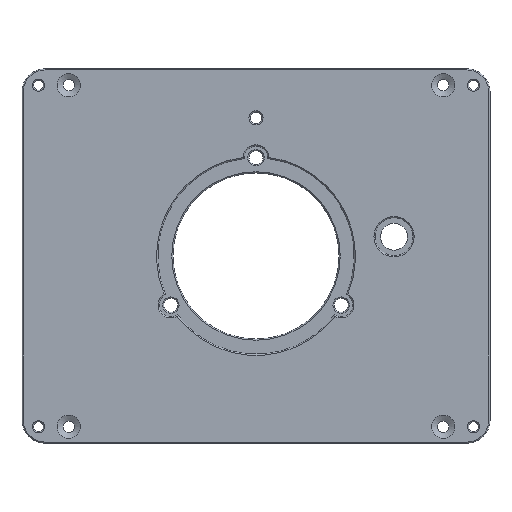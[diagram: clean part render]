
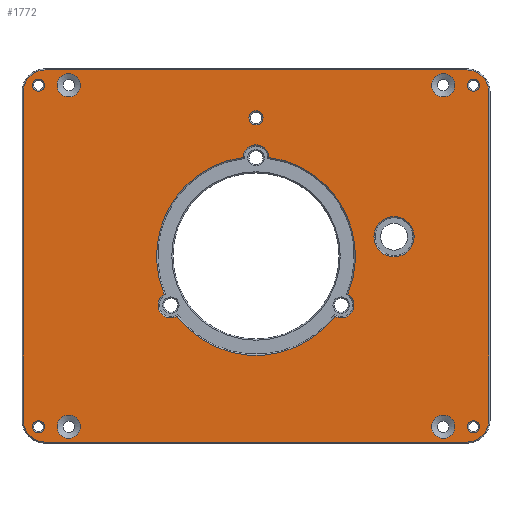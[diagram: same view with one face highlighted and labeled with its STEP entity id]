
A CAD part, top view. The second image highlights one B-rep face of the part: STEP entity #1772.
In plain terms, the highlighted planar face has unit normal (0, 0, 1).
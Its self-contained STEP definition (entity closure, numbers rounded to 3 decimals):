
#86=FACE_BOUND('',#329,.T.);
#87=FACE_BOUND('',#330,.T.);
#88=FACE_BOUND('',#331,.T.);
#89=FACE_BOUND('',#332,.T.);
#90=FACE_BOUND('',#333,.T.);
#91=FACE_BOUND('',#334,.T.);
#92=FACE_BOUND('',#335,.T.);
#93=FACE_BOUND('',#336,.T.);
#94=FACE_BOUND('',#337,.T.);
#95=FACE_BOUND('',#338,.T.);
#96=FACE_BOUND('',#339,.T.);
#106=PLANE('',#1998);
#187=FACE_OUTER_BOUND('',#328,.T.);
#328=EDGE_LOOP('',(#1463,#1464,#1465,#1466,#1467,#1468,#1469,#1470));
#329=EDGE_LOOP('',(#1471));
#330=EDGE_LOOP('',(#1472));
#331=EDGE_LOOP('',(#1473));
#332=EDGE_LOOP('',(#1474));
#333=EDGE_LOOP('',(#1475));
#334=EDGE_LOOP('',(#1476,#1477,#1478,#1479,#1480,#1481));
#335=EDGE_LOOP('',(#1482));
#336=EDGE_LOOP('',(#1483));
#337=EDGE_LOOP('',(#1484));
#338=EDGE_LOOP('',(#1485));
#339=EDGE_LOOP('',(#1486));
#463=LINE('',#3029,#583);
#464=LINE('',#3033,#584);
#465=LINE('',#3037,#585);
#466=LINE('',#3041,#586);
#583=VECTOR('',#2492,10.);
#584=VECTOR('',#2495,10.);
#585=VECTOR('',#2498,10.);
#586=VECTOR('',#2501,10.);
#656=CIRCLE('',#1874,5.);
#659=CIRCLE('',#1879,5.);
#662=CIRCLE('',#1884,5.);
#665=CIRCLE('',#1889,5.);
#718=CIRCLE('',#1997,2.617);
#719=CIRCLE('',#1999,9.4);
#720=CIRCLE('',#2000,9.4);
#721=CIRCLE('',#2001,9.4);
#722=CIRCLE('',#2002,9.4);
#723=CIRCLE('',#2003,2.617);
#724=CIRCLE('',#2004,5.5);
#725=CIRCLE('',#2005,42.5);
#726=CIRCLE('',#2006,5.5);
#727=CIRCLE('',#2007,42.5);
#728=CIRCLE('',#2008,5.5);
#729=CIRCLE('',#2009,42.5);
#730=CIRCLE('',#2010,2.617);
#731=CIRCLE('',#2011,2.617);
#732=CIRCLE('',#2012,8.6);
#733=CIRCLE('',#2013,3.018);
#786=VERTEX_POINT('',#2764);
#789=VERTEX_POINT('',#2774);
#792=VERTEX_POINT('',#2784);
#795=VERTEX_POINT('',#2794);
#855=VERTEX_POINT('',#3023);
#856=VERTEX_POINT('',#3027);
#857=VERTEX_POINT('',#3028);
#858=VERTEX_POINT('',#3030);
#859=VERTEX_POINT('',#3032);
#860=VERTEX_POINT('',#3034);
#861=VERTEX_POINT('',#3036);
#862=VERTEX_POINT('',#3038);
#863=VERTEX_POINT('',#3040);
#864=VERTEX_POINT('',#3043);
#865=VERTEX_POINT('',#3045);
#866=VERTEX_POINT('',#3046);
#867=VERTEX_POINT('',#3048);
#868=VERTEX_POINT('',#3050);
#869=VERTEX_POINT('',#3052);
#870=VERTEX_POINT('',#3054);
#871=VERTEX_POINT('',#3057);
#872=VERTEX_POINT('',#3059);
#873=VERTEX_POINT('',#3061);
#874=VERTEX_POINT('',#3063);
#941=EDGE_CURVE('',#786,#786,#656,.T.);
#946=EDGE_CURVE('',#789,#789,#659,.T.);
#951=EDGE_CURVE('',#792,#792,#662,.T.);
#956=EDGE_CURVE('',#795,#795,#665,.T.);
#1070=EDGE_CURVE('',#855,#855,#718,.T.);
#1072=EDGE_CURVE('',#856,#857,#463,.T.);
#1073=EDGE_CURVE('',#858,#856,#719,.T.);
#1074=EDGE_CURVE('',#859,#858,#464,.T.);
#1075=EDGE_CURVE('',#860,#859,#720,.T.);
#1076=EDGE_CURVE('',#861,#860,#465,.T.);
#1077=EDGE_CURVE('',#862,#861,#721,.T.);
#1078=EDGE_CURVE('',#863,#862,#466,.T.);
#1079=EDGE_CURVE('',#857,#863,#722,.T.);
#1080=EDGE_CURVE('',#864,#864,#723,.T.);
#1081=EDGE_CURVE('',#865,#866,#724,.T.);
#1082=EDGE_CURVE('',#867,#865,#725,.T.);
#1083=EDGE_CURVE('',#868,#867,#726,.T.);
#1084=EDGE_CURVE('',#869,#868,#727,.T.);
#1085=EDGE_CURVE('',#870,#869,#728,.T.);
#1086=EDGE_CURVE('',#866,#870,#729,.T.);
#1087=EDGE_CURVE('',#871,#871,#730,.T.);
#1088=EDGE_CURVE('',#872,#872,#731,.T.);
#1089=EDGE_CURVE('',#873,#873,#732,.T.);
#1090=EDGE_CURVE('',#874,#874,#733,.T.);
#1463=ORIENTED_EDGE('',*,*,#1072,.F.);
#1464=ORIENTED_EDGE('',*,*,#1073,.F.);
#1465=ORIENTED_EDGE('',*,*,#1074,.F.);
#1466=ORIENTED_EDGE('',*,*,#1075,.F.);
#1467=ORIENTED_EDGE('',*,*,#1076,.F.);
#1468=ORIENTED_EDGE('',*,*,#1077,.F.);
#1469=ORIENTED_EDGE('',*,*,#1078,.F.);
#1470=ORIENTED_EDGE('',*,*,#1079,.F.);
#1471=ORIENTED_EDGE('',*,*,#941,.T.);
#1472=ORIENTED_EDGE('',*,*,#946,.T.);
#1473=ORIENTED_EDGE('',*,*,#951,.T.);
#1474=ORIENTED_EDGE('',*,*,#956,.T.);
#1475=ORIENTED_EDGE('',*,*,#1080,.F.);
#1476=ORIENTED_EDGE('',*,*,#1081,.F.);
#1477=ORIENTED_EDGE('',*,*,#1082,.F.);
#1478=ORIENTED_EDGE('',*,*,#1083,.F.);
#1479=ORIENTED_EDGE('',*,*,#1084,.F.);
#1480=ORIENTED_EDGE('',*,*,#1085,.F.);
#1481=ORIENTED_EDGE('',*,*,#1086,.F.);
#1482=ORIENTED_EDGE('',*,*,#1087,.F.);
#1483=ORIENTED_EDGE('',*,*,#1088,.F.);
#1484=ORIENTED_EDGE('',*,*,#1089,.F.);
#1485=ORIENTED_EDGE('',*,*,#1090,.F.);
#1486=ORIENTED_EDGE('',*,*,#1070,.F.);
#1772=ADVANCED_FACE('',(#187,#86,#87,#88,#89,#90,#91,#92,#93,#94,#95,#96),
#106,.T.);
#1874=AXIS2_PLACEMENT_3D('',#2765,#2174,#2175);
#1879=AXIS2_PLACEMENT_3D('',#2775,#2186,#2187);
#1884=AXIS2_PLACEMENT_3D('',#2785,#2198,#2199);
#1889=AXIS2_PLACEMENT_3D('',#2795,#2210,#2211);
#1997=AXIS2_PLACEMENT_3D('',#3024,#2487,#2488);
#1998=AXIS2_PLACEMENT_3D('',#3026,#2490,#2491);
#1999=AXIS2_PLACEMENT_3D('',#3031,#2493,#2494);
#2000=AXIS2_PLACEMENT_3D('',#3035,#2496,#2497);
#2001=AXIS2_PLACEMENT_3D('',#3039,#2499,#2500);
#2002=AXIS2_PLACEMENT_3D('',#3042,#2502,#2503);
#2003=AXIS2_PLACEMENT_3D('',#3044,#2504,#2505);
#2004=AXIS2_PLACEMENT_3D('',#3047,#2506,#2507);
#2005=AXIS2_PLACEMENT_3D('',#3049,#2508,#2509);
#2006=AXIS2_PLACEMENT_3D('',#3051,#2510,#2511);
#2007=AXIS2_PLACEMENT_3D('',#3053,#2512,#2513);
#2008=AXIS2_PLACEMENT_3D('',#3055,#2514,#2515);
#2009=AXIS2_PLACEMENT_3D('',#3056,#2516,#2517);
#2010=AXIS2_PLACEMENT_3D('',#3058,#2518,#2519);
#2011=AXIS2_PLACEMENT_3D('',#3060,#2520,#2521);
#2012=AXIS2_PLACEMENT_3D('',#3062,#2522,#2523);
#2013=AXIS2_PLACEMENT_3D('',#3064,#2524,#2525);
#2174=DIRECTION('center_axis',(0.,0.,-1.));
#2175=DIRECTION('ref_axis',(1.,0.,0.));
#2186=DIRECTION('center_axis',(0.,0.,-1.));
#2187=DIRECTION('ref_axis',(1.,0.,0.));
#2198=DIRECTION('center_axis',(0.,0.,-1.));
#2199=DIRECTION('ref_axis',(1.,0.,0.));
#2210=DIRECTION('center_axis',(0.,0.,-1.));
#2211=DIRECTION('ref_axis',(1.,0.,0.));
#2487=DIRECTION('center_axis',(0.,0.,1.));
#2488=DIRECTION('ref_axis',(1.,0.,0.));
#2490=DIRECTION('center_axis',(0.,0.,1.));
#2491=DIRECTION('ref_axis',(1.,0.,0.));
#2492=DIRECTION('',(-1.,0.,0.));
#2493=DIRECTION('center_axis',(0.,0.,-1.));
#2494=DIRECTION('ref_axis',(0.707,-0.707,0.));
#2495=DIRECTION('',(0.,-1.,0.));
#2496=DIRECTION('center_axis',(0.,0.,-1.));
#2497=DIRECTION('ref_axis',(0.707,0.707,0.));
#2498=DIRECTION('',(1.,0.,0.));
#2499=DIRECTION('center_axis',(0.,0.,-1.));
#2500=DIRECTION('ref_axis',(-0.707,0.707,0.));
#2501=DIRECTION('',(0.,1.,0.));
#2502=DIRECTION('center_axis',(0.,0.,-1.));
#2503=DIRECTION('ref_axis',(-0.707,-0.707,0.));
#2504=DIRECTION('center_axis',(0.,0.,1.));
#2505=DIRECTION('ref_axis',(1.,0.,0.));
#2506=DIRECTION('center_axis',(0.,0.,1.));
#2507=DIRECTION('ref_axis',(1.,0.,0.));
#2508=DIRECTION('center_axis',(0.,0.,1.));
#2509=DIRECTION('ref_axis',(-1.,0.,0.));
#2510=DIRECTION('center_axis',(0.,0.,1.));
#2511=DIRECTION('ref_axis',(-1.,0.,0.));
#2512=DIRECTION('center_axis',(0.,0.,1.));
#2513=DIRECTION('ref_axis',(-1.,0.,0.));
#2514=DIRECTION('center_axis',(0.,0.,1.));
#2515=DIRECTION('ref_axis',(-1.,0.,0.));
#2516=DIRECTION('center_axis',(0.,0.,1.));
#2517=DIRECTION('ref_axis',(1.,0.,0.));
#2518=DIRECTION('center_axis',(0.,0.,1.));
#2519=DIRECTION('ref_axis',(1.,0.,0.));
#2520=DIRECTION('center_axis',(0.,0.,1.));
#2521=DIRECTION('ref_axis',(1.,0.,0.));
#2522=DIRECTION('center_axis',(0.,0.,1.));
#2523=DIRECTION('ref_axis',(-1.,0.,0.));
#2524=DIRECTION('center_axis',(0.,0.,1.));
#2525=DIRECTION('ref_axis',(-1.,0.,0.));
#2764=CARTESIAN_POINT('',(74.98,-73.,0.));
#2765=CARTESIAN_POINT('Origin',(79.98,-73.,0.));
#2774=CARTESIAN_POINT('',(-84.98,73.,0.));
#2775=CARTESIAN_POINT('Origin',(-79.98,73.,0.));
#2784=CARTESIAN_POINT('',(74.98,73.,0.));
#2785=CARTESIAN_POINT('Origin',(79.98,73.,0.));
#2794=CARTESIAN_POINT('',(-84.98,-73.,0.));
#2795=CARTESIAN_POINT('Origin',(-79.98,-73.,0.));
#3023=CARTESIAN_POINT('',(90.383,73.,0.));
#3024=CARTESIAN_POINT('Origin',(93.,73.,0.));
#3026=CARTESIAN_POINT('Origin',(0.,0.,0.));
#3027=CARTESIAN_POINT('',(90.1,-79.5,0.));
#3028=CARTESIAN_POINT('',(-90.1,-79.5,0.));
#3029=CARTESIAN_POINT('',(50.,-79.5,0.));
#3030=CARTESIAN_POINT('',(99.5,-70.1,0.));
#3031=CARTESIAN_POINT('Origin',(90.1,-70.1,0.));
#3032=CARTESIAN_POINT('',(99.5,70.1,0.));
#3033=CARTESIAN_POINT('',(99.5,40.,0.));
#3034=CARTESIAN_POINT('',(90.1,79.5,0.));
#3035=CARTESIAN_POINT('Origin',(90.1,70.1,0.));
#3036=CARTESIAN_POINT('',(-90.1,79.5,0.));
#3037=CARTESIAN_POINT('',(-50.,79.5,0.));
#3038=CARTESIAN_POINT('',(-99.5,70.1,0.));
#3039=CARTESIAN_POINT('Origin',(-90.1,70.1,0.));
#3040=CARTESIAN_POINT('',(-99.5,-70.1,0.));
#3041=CARTESIAN_POINT('',(-99.5,-40.,0.));
#3042=CARTESIAN_POINT('Origin',(-90.1,-70.1,0.));
#3043=CARTESIAN_POINT('',(-95.617,73.,0.));
#3044=CARTESIAN_POINT('Origin',(-93.,73.,0.));
#3045=CARTESIAN_POINT('',(33.748,-25.833,0.));
#3046=CARTESIAN_POINT('',(39.246,-16.31,0.));
#3047=CARTESIAN_POINT('Origin',(36.373,-21.,0.));
#3048=CARTESIAN_POINT('',(-33.748,-25.833,0.));
#3049=CARTESIAN_POINT('Origin',(0.,0.,
0.));
#3050=CARTESIAN_POINT('',(-39.246,-16.31,0.));
#3051=CARTESIAN_POINT('Origin',(-36.373,-21.,0.));
#3052=CARTESIAN_POINT('',(-5.498,42.143,0.));
#3053=CARTESIAN_POINT('Origin',(0.,0.,
0.));
#3054=CARTESIAN_POINT('',(5.498,42.143,0.));
#3055=CARTESIAN_POINT('Origin',(0.,42.,0.));
#3056=CARTESIAN_POINT('Origin',(0.,0.,
0.));
#3057=CARTESIAN_POINT('',(90.383,-73.,0.));
#3058=CARTESIAN_POINT('Origin',(93.,-73.,0.));
#3059=CARTESIAN_POINT('',(-95.617,-73.,0.));
#3060=CARTESIAN_POINT('Origin',(-93.,-73.,0.));
#3061=CARTESIAN_POINT('',(67.6,8.25,0.));
#3062=CARTESIAN_POINT('Origin',(59.,8.25,0.));
#3063=CARTESIAN_POINT('',(3.018,59.,0.));
#3064=CARTESIAN_POINT('Origin',(0.,59.,0.));
